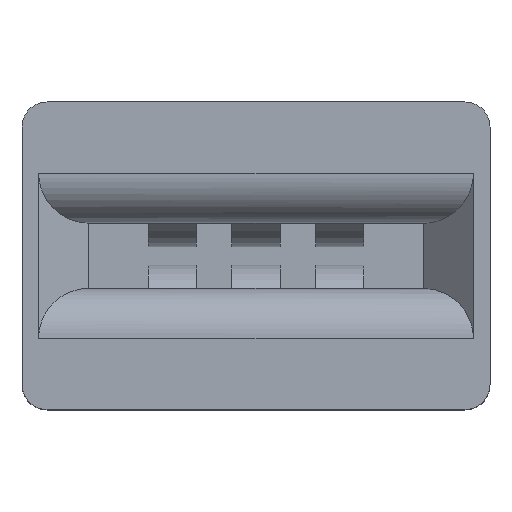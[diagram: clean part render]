
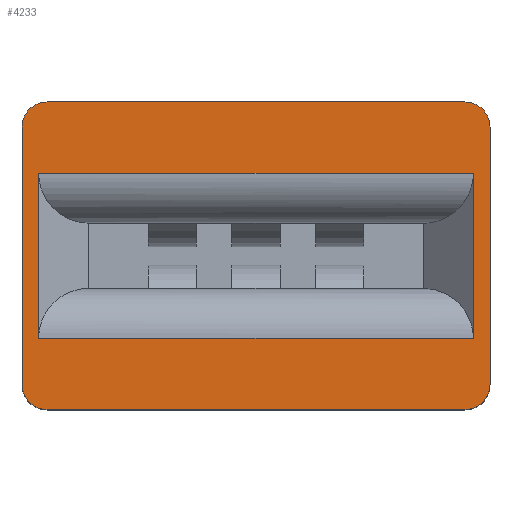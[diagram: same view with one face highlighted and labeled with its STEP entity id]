
A CAD part, top view. The second image highlights one B-rep face of the part: STEP entity #4233.
In plain terms, the highlighted planar face has unit normal (0, 0, 1).
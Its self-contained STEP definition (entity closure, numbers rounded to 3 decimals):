
#147=DIRECTION('',(0.,-1.,0.));
#148=VECTOR('',#147,7.823);
#149=CARTESIAN_POINT('',(-7.112,3.912,0.));
#150=LINE('',#149,#148);
#267=DIRECTION('',(0.,-1.,0.));
#268=VECTOR('',#267,7.823);
#269=CARTESIAN_POINT('',(7.112,3.912,0.));
#270=LINE('',#269,#268);
#1450=DIRECTION('',(1.,0.,0.));
#1451=VECTOR('',#1450,12.7);
#1452=CARTESIAN_POINT('',(-6.35,-4.674,0.));
#1453=LINE('',#1452,#1451);
#1458=DIRECTION('',(1.,0.,0.));
#1459=VECTOR('',#1458,13.208);
#1460=CARTESIAN_POINT('',(-6.604,2.515,0.));
#1461=LINE('',#1460,#1459);
#1462=DIRECTION('',(-1.,0.,0.));
#1463=VECTOR('',#1462,13.208);
#1464=CARTESIAN_POINT('',(6.604,-2.515,0.));
#1465=LINE('',#1464,#1463);
#1466=CARTESIAN_POINT('',(-6.35,-3.912,0.));
#1467=DIRECTION('',(0.,0.,1.));
#1468=DIRECTION('',(-1.,0.,0.));
#1469=AXIS2_PLACEMENT_3D('',#1466,#1467,#1468);
#1471=CARTESIAN_POINT('',(-6.35,3.912,0.));
#1472=DIRECTION('',(0.,0.,1.));
#1473=DIRECTION('',(0.,1.,0.));
#1474=AXIS2_PLACEMENT_3D('',#1471,#1472,#1473);
#1476=DIRECTION('',(1.,0.,0.));
#1477=VECTOR('',#1476,12.7);
#1478=CARTESIAN_POINT('',(-6.35,4.674,0.));
#1479=LINE('',#1478,#1477);
#1480=CARTESIAN_POINT('',(6.35,3.912,0.));
#1481=DIRECTION('',(0.,0.,1.));
#1482=DIRECTION('',(1.,0.,0.));
#1483=AXIS2_PLACEMENT_3D('',#1480,#1481,#1482);
#1485=CARTESIAN_POINT('',(6.35,-3.912,0.));
#1486=DIRECTION('',(0.,0.,1.));
#1487=DIRECTION('',(0.,-1.,0.));
#1488=AXIS2_PLACEMENT_3D('',#1485,#1486,#1487);
#1586=DIRECTION('',(0.,-1.,0.));
#1587=VECTOR('',#1586,5.029);
#1588=CARTESIAN_POINT('',(6.604,2.515,0.));
#1589=LINE('',#1588,#1587);
#1690=DIRECTION('',(0.,1.,0.));
#1691=VECTOR('',#1690,5.029);
#1692=CARTESIAN_POINT('',(-6.604,-2.515,0.));
#1693=LINE('',#1692,#1691);
#1795=CARTESIAN_POINT('',(-6.604,2.515,0.));
#1796=CARTESIAN_POINT('',(6.604,2.515,0.));
#1797=VERTEX_POINT('',#1795);
#1798=VERTEX_POINT('',#1796);
#1803=CARTESIAN_POINT('',(6.604,-2.515,0.));
#1804=CARTESIAN_POINT('',(-6.604,-2.515,0.));
#1805=VERTEX_POINT('',#1803);
#1806=VERTEX_POINT('',#1804);
#2115=CARTESIAN_POINT('',(-7.112,-3.912,0.));
#2116=CARTESIAN_POINT('',(-6.35,-4.674,0.));
#2117=VERTEX_POINT('',#2115);
#2118=VERTEX_POINT('',#2116);
#2127=CARTESIAN_POINT('',(-6.35,4.674,0.));
#2128=VERTEX_POINT('',#2127);
#2129=CARTESIAN_POINT('',(-7.112,3.912,0.));
#2130=VERTEX_POINT('',#2129);
#2135=CARTESIAN_POINT('',(6.35,-4.674,0.));
#2136=VERTEX_POINT('',#2135);
#2137=CARTESIAN_POINT('',(7.112,-3.912,0.));
#2138=VERTEX_POINT('',#2137);
#2139=CARTESIAN_POINT('',(7.112,3.912,0.));
#2140=CARTESIAN_POINT('',(6.35,4.674,0.));
#2141=VERTEX_POINT('',#2139);
#2142=VERTEX_POINT('',#2140);
#4205=CARTESIAN_POINT('',(-7.112,4.674,0.));
#4206=DIRECTION('',(0.,0.,1.));
#4207=DIRECTION('',(0.,-1.,0.));
#4208=AXIS2_PLACEMENT_3D('',#4205,#4206,#4207);
#4209=PLANE('',#4208);
#4210=ORIENTED_EDGE('',*,*,#4197,.F.);
#4211=ORIENTED_EDGE('',*,*,#2308,.F.);
#4213=ORIENTED_EDGE('',*,*,#4212,.F.);
#4215=ORIENTED_EDGE('',*,*,#4214,.T.);
#4217=ORIENTED_EDGE('',*,*,#4216,.F.);
#4218=ORIENTED_EDGE('',*,*,#2451,.T.);
#4219=ORIENTED_EDGE('',*,*,#4172,.F.);
#4220=ORIENTED_EDGE('',*,*,#4185,.F.);
#4221=EDGE_LOOP('',(#4210,#4211,#4213,#4215,#4217,#4218,#4219,#4220));
#4222=FACE_OUTER_BOUND('',#4221,.F.);
#4224=ORIENTED_EDGE('',*,*,#4223,.F.);
#4226=ORIENTED_EDGE('',*,*,#4225,.F.);
#4228=ORIENTED_EDGE('',*,*,#4227,.F.);
#4230=ORIENTED_EDGE('',*,*,#4229,.F.);
#4231=EDGE_LOOP('',(#4224,#4226,#4228,#4230));
#4232=FACE_BOUND('',#4231,.F.);
#1470=CIRCLE('',#1469,0.762);
#1475=CIRCLE('',#1474,0.762);
#1484=CIRCLE('',#1483,0.762);
#1489=CIRCLE('',#1488,0.762);
#2308=EDGE_CURVE('',#2130,#2117,#150,.T.);
#2451=EDGE_CURVE('',#2141,#2138,#270,.T.);
#4172=EDGE_CURVE('',#2136,#2138,#1489,.T.);
#4185=EDGE_CURVE('',#2118,#2136,#1453,.T.);
#4197=EDGE_CURVE('',#2117,#2118,#1470,.T.);
#4212=EDGE_CURVE('',#2128,#2130,#1475,.T.);
#4214=EDGE_CURVE('',#2128,#2142,#1479,.T.);
#4216=EDGE_CURVE('',#2141,#2142,#1484,.T.);
#4223=EDGE_CURVE('',#1797,#1798,#1461,.T.);
#4225=EDGE_CURVE('',#1806,#1797,#1693,.T.);
#4227=EDGE_CURVE('',#1805,#1806,#1465,.T.);
#4229=EDGE_CURVE('',#1798,#1805,#1589,.T.);
#4233=ADVANCED_FACE('',(#4222,#4232),#4209,.T.);
